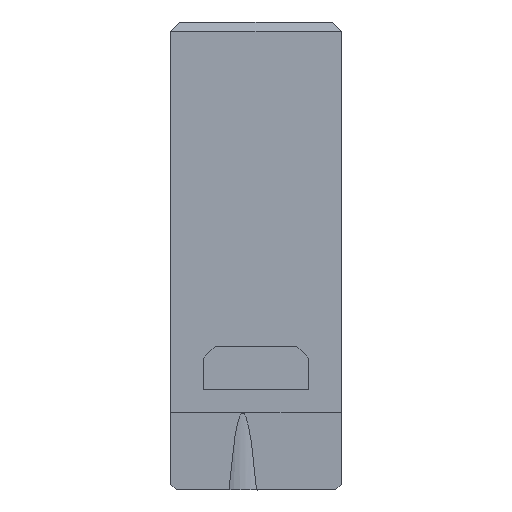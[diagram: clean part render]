
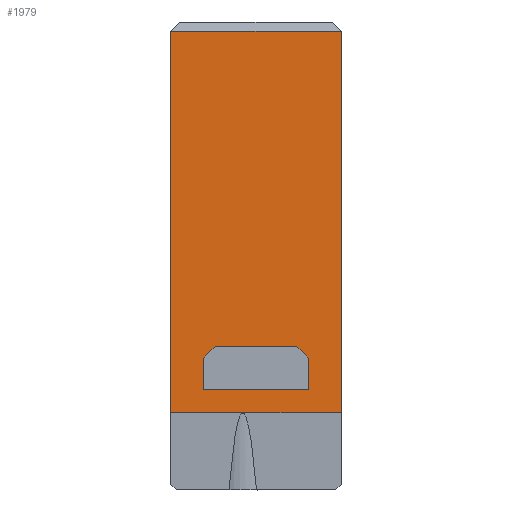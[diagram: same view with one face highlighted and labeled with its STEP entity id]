
A CAD part, front view. The second image highlights one B-rep face of the part: STEP entity #1979.
In plain terms, the highlighted planar face has unit normal (0, -1, 0).
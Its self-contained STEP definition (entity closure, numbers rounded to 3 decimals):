
#1979=ADVANCED_FACE('',(#3379,#3380),#2794,.T.);
#2794=PLANE('',#18658);
#3379=FACE_BOUND('',#3732,.T.);
#3380=FACE_BOUND('',#3733,.T.);
#3732=EDGE_LOOP('',(#6062,#6063,#6064,#6065,#6066,#6067));
#3733=EDGE_LOOP('',(#6068,#6069,#6070,#6071,#6072));
#6062=ORIENTED_EDGE('',*,*,#11374,.T.);
#6063=ORIENTED_EDGE('',*,*,#11363,.T.);
#6064=ORIENTED_EDGE('',*,*,#11366,.T.);
#6065=ORIENTED_EDGE('',*,*,#11368,.T.);
#6066=ORIENTED_EDGE('',*,*,#11370,.T.);
#6067=ORIENTED_EDGE('',*,*,#11372,.T.);
#6068=ORIENTED_EDGE('',*,*,#11744,.T.);
#6069=ORIENTED_EDGE('',*,*,#11461,.T.);
#6070=ORIENTED_EDGE('',*,*,#11468,.F.);
#6071=ORIENTED_EDGE('',*,*,#11745,.F.);
#6072=ORIENTED_EDGE('',*,*,#11746,.T.);
#9784=VERTEX_POINT('',#29124);
#9785=VERTEX_POINT('',#29125);
#9786=VERTEX_POINT('',#29130);
#9787=VERTEX_POINT('',#29134);
#9788=VERTEX_POINT('',#29138);
#9789=VERTEX_POINT('',#29142);
#9845=VERTEX_POINT('',#29320);
#9846=VERTEX_POINT('',#29322);
#9849=VERTEX_POINT('',#29330);
#10018=VERTEX_POINT('',#30281);
#10019=VERTEX_POINT('',#30292);
#11363=EDGE_CURVE('',#9784,#9785,#15365,.T.);
#11366=EDGE_CURVE('',#9785,#9786,#15368,.T.);
#11368=EDGE_CURVE('',#9786,#9787,#15370,.T.);
#11370=EDGE_CURVE('',#9787,#9788,#15372,.T.);
#11372=EDGE_CURVE('',#9788,#9789,#15374,.T.);
#11374=EDGE_CURVE('',#9789,#9784,#15376,.T.);
#11461=EDGE_CURVE('',#9846,#9845,#15437,.T.);
#11468=EDGE_CURVE('',#9849,#9845,#15442,.T.);
#11744=EDGE_CURVE('',#10018,#9846,#15559,.T.);
#11745=EDGE_CURVE('',#10019,#9849,#15560,.T.);
#11746=EDGE_CURVE('',#10019,#10018,#15561,.T.);
#15365=LINE('',#29123,#16597);
#15368=LINE('',#29129,#16600);
#15370=LINE('',#29133,#16602);
#15372=LINE('',#29137,#16604);
#15374=LINE('',#29141,#16606);
#15376=LINE('',#29145,#16608);
#15437=LINE('',#29321,#16669);
#15442=LINE('',#29334,#16674);
#15559=LINE('',#30289,#16791);
#15560=LINE('',#30291,#16792);
#15561=LINE('',#30293,#16793);
#16597=VECTOR('',#19737,1.);
#16600=VECTOR('',#19742,1.);
#16602=VECTOR('',#19746,1.);
#16604=VECTOR('',#19750,1.);
#16606=VECTOR('',#19754,1.);
#16608=VECTOR('',#19758,1.);
#16669=VECTOR('',#19937,1.);
#16674=VECTOR('',#19950,1.);
#16791=VECTOR('',#20439,1.);
#16792=VECTOR('',#20442,1.);
#16793=VECTOR('',#20443,1.);
#18658=AXIS2_PLACEMENT_3D('',#30294,#20444,#20445);
#19737=DIRECTION('',(1.,0.,0.));
#19742=DIRECTION('',(0.707,0.,-0.707));
#19746=DIRECTION('',(0.,0.,-1.));
#19750=DIRECTION('',(-1.,0.,0.));
#19754=DIRECTION('',(0.,0.,1.));
#19758=DIRECTION('',(0.707,0.,0.707));
#19937=DIRECTION('',(0.,0.,-1.));
#19950=DIRECTION('',(-1.,0.,0.));
#20439=DIRECTION('',(-1.,0.,0.));
#20442=DIRECTION('',(-1.,0.,0.));
#20443=DIRECTION('',(0.,0.,1.));
#20444=DIRECTION('',(0.,-1.,0.));
#20445=DIRECTION('',(0.,0.,1.));
#29123=CARTESIAN_POINT('',(-3.5,-15.15,-11.6));
#29124=CARTESIAN_POINT('',(-3.5,-15.15,-11.6));
#29125=CARTESIAN_POINT('',(3.5,-15.15,-11.6));
#29129=CARTESIAN_POINT('',(3.5,-15.15,-11.6));
#29130=CARTESIAN_POINT('',(4.5,-15.15,-12.6));
#29133=CARTESIAN_POINT('',(4.5,-15.15,-12.6));
#29134=CARTESIAN_POINT('',(4.5,-15.15,-15.3));
#29137=CARTESIAN_POINT('',(4.5,-15.15,-15.3));
#29138=CARTESIAN_POINT('',(-4.5,-15.15,-15.3));
#29141=CARTESIAN_POINT('',(-4.5,-15.15,-15.3));
#29142=CARTESIAN_POINT('',(-4.5,-15.15,-12.6));
#29145=CARTESIAN_POINT('',(-4.5,-15.15,-12.6));
#29320=CARTESIAN_POINT('',(-7.325,-15.15,-17.3));
#29321=CARTESIAN_POINT('',(-7.325,-15.15,15.4));
#29322=CARTESIAN_POINT('',(-7.325,-15.15,15.4));
#29330=CARTESIAN_POINT('',(-1.14,-15.15,-17.3));
#29334=CARTESIAN_POINT('',(-1.14,-15.15,-17.3));
#30281=CARTESIAN_POINT('',(7.325,-15.15,15.4));
#30289=CARTESIAN_POINT('',(7.325,-15.15,15.4));
#30291=CARTESIAN_POINT('',(7.325,-15.15,-17.3));
#30292=CARTESIAN_POINT('',(7.325,-15.15,-17.3));
#30293=CARTESIAN_POINT('',(7.325,-15.15,-17.3));
#30294=CARTESIAN_POINT('',(7.325,-15.15,-17.3));
